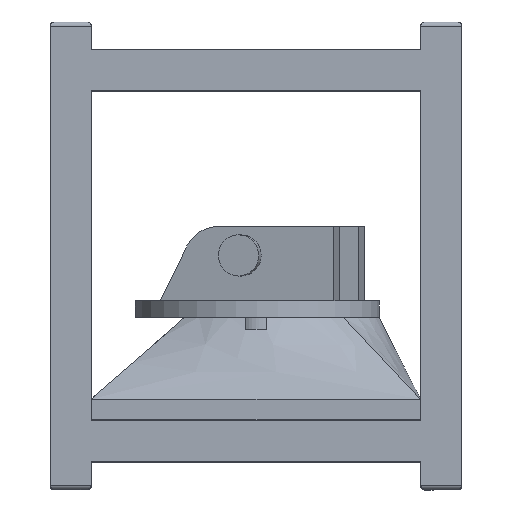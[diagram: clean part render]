
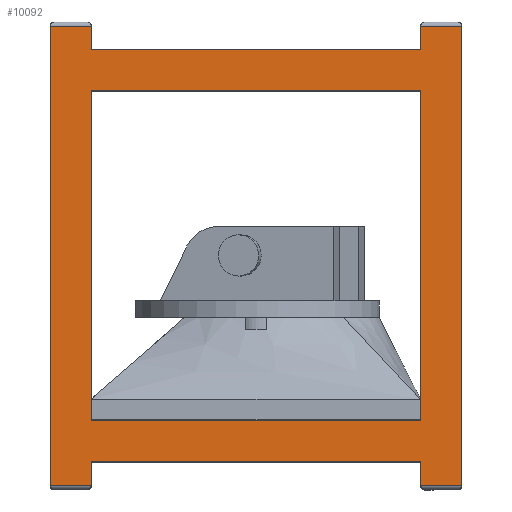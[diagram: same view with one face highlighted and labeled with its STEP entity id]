
A CAD part, top view. The second image highlights one B-rep face of the part: STEP entity #10092.
In plain terms, the highlighted face is planar.
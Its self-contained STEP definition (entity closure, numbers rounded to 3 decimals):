
#83=FACE_BOUND('',#1568,.T.);
#1005=FACE_OUTER_BOUND('',#1567,.T.);
#1567=EDGE_LOOP('',(#8171,#8172,#8173,#8174,#8175,#8176,#8177,#8178,#8179,
#8180,#8181,#8182));
#1568=EDGE_LOOP('',(#8183,#8184,#8185,#8186));
#2320=LINE('',#16497,#3414);
#2340=LINE('',#16538,#3434);
#2423=LINE('',#16703,#3517);
#2426=LINE('',#16712,#3520);
#2433=LINE('',#16731,#3527);
#2436=LINE('',#16737,#3530);
#2437=LINE('',#16739,#3531);
#2438=LINE('',#16741,#3532);
#2439=LINE('',#16743,#3533);
#2440=LINE('',#16745,#3534);
#2441=LINE('',#16746,#3535);
#2442=LINE('',#16748,#3536);
#2443=LINE('',#16750,#3537);
#2444=LINE('',#16751,#3538);
#2445=LINE('',#16753,#3539);
#2446=LINE('',#16754,#3540);
#3414=VECTOR('',#12730,10.);
#3434=VECTOR('',#12752,10.);
#3517=VECTOR('',#12895,10.);
#3520=VECTOR('',#12902,10.);
#3527=VECTOR('',#12923,10.);
#3530=VECTOR('',#12928,10.);
#3531=VECTOR('',#12929,10.);
#3532=VECTOR('',#12930,10.);
#3533=VECTOR('',#12931,10.);
#3534=VECTOR('',#12932,10.);
#3535=VECTOR('',#12933,10.);
#3536=VECTOR('',#12934,10.);
#3537=VECTOR('',#12935,10.);
#3538=VECTOR('',#12936,10.);
#3539=VECTOR('',#12937,10.);
#3540=VECTOR('',#12938,10.);
#4500=VERTEX_POINT('',#16494);
#4501=VERTEX_POINT('',#16496);
#4519=VERTEX_POINT('',#16534);
#4521=VERTEX_POINT('',#16537);
#4573=VERTEX_POINT('',#16702);
#4576=VERTEX_POINT('',#16709);
#4577=VERTEX_POINT('',#16711);
#4582=VERTEX_POINT('',#16730);
#4584=VERTEX_POINT('',#16736);
#4585=VERTEX_POINT('',#16738);
#4586=VERTEX_POINT('',#16740);
#4587=VERTEX_POINT('',#16742);
#4588=VERTEX_POINT('',#16744);
#4589=VERTEX_POINT('',#16747);
#4590=VERTEX_POINT('',#16749);
#4591=VERTEX_POINT('',#16752);
#5722=EDGE_CURVE('',#4501,#4500,#2320,.T.);
#5742=EDGE_CURVE('',#4521,#4519,#2340,.T.);
#5825=EDGE_CURVE('',#4573,#4501,#2423,.T.);
#5829=EDGE_CURVE('',#4576,#4577,#2426,.T.);
#5839=EDGE_CURVE('',#4582,#4577,#2433,.T.);
#5842=EDGE_CURVE('',#4576,#4584,#2436,.T.);
#5843=EDGE_CURVE('',#4585,#4584,#2437,.T.);
#5844=EDGE_CURVE('',#4586,#4585,#2438,.T.);
#5845=EDGE_CURVE('',#4587,#4586,#2439,.T.);
#5846=EDGE_CURVE('',#4587,#4588,#2440,.T.);
#5847=EDGE_CURVE('',#4521,#4588,#2441,.T.);
#5848=EDGE_CURVE('',#4589,#4519,#2442,.T.);
#5849=EDGE_CURVE('',#4590,#4589,#2443,.T.);
#5850=EDGE_CURVE('',#4590,#4582,#2444,.T.);
#5851=EDGE_CURVE('',#4591,#4573,#2445,.T.);
#5852=EDGE_CURVE('',#4500,#4591,#2446,.T.);
#8171=ORIENTED_EDGE('',*,*,#5829,.F.);
#8172=ORIENTED_EDGE('',*,*,#5842,.T.);
#8173=ORIENTED_EDGE('',*,*,#5843,.F.);
#8174=ORIENTED_EDGE('',*,*,#5844,.F.);
#8175=ORIENTED_EDGE('',*,*,#5845,.F.);
#8176=ORIENTED_EDGE('',*,*,#5846,.T.);
#8177=ORIENTED_EDGE('',*,*,#5847,.F.);
#8178=ORIENTED_EDGE('',*,*,#5742,.T.);
#8179=ORIENTED_EDGE('',*,*,#5848,.F.);
#8180=ORIENTED_EDGE('',*,*,#5849,.F.);
#8181=ORIENTED_EDGE('',*,*,#5850,.T.);
#8182=ORIENTED_EDGE('',*,*,#5839,.T.);
#8183=ORIENTED_EDGE('',*,*,#5851,.T.);
#8184=ORIENTED_EDGE('',*,*,#5825,.T.);
#8185=ORIENTED_EDGE('',*,*,#5722,.T.);
#8186=ORIENTED_EDGE('',*,*,#5852,.T.);
#9626=PLANE('',#10910);
#10092=ADVANCED_FACE('',(#1005,#83),#9626,.T.);
#10910=AXIS2_PLACEMENT_3D('',#16735,#12926,#12927);
#12730=DIRECTION('',(0.,0.,1.));
#12752=DIRECTION('',(0.,-1.,0.));
#12895=DIRECTION('',(0.,-1.,0.));
#12902=DIRECTION('',(0.,0.,1.));
#12923=DIRECTION('',(0.,-1.,0.));
#12926=DIRECTION('center_axis',(1.,0.,0.));
#12927=DIRECTION('ref_axis',(0.,0.,-1.));
#12928=DIRECTION('',(0.,1.,0.));
#12929=DIRECTION('',(0.,0.,-1.));
#12930=DIRECTION('',(0.,1.,0.));
#12931=DIRECTION('',(0.,0.,-1.));
#12932=DIRECTION('',(0.,1.,0.));
#12933=DIRECTION('',(0.,0.,-1.));
#12934=DIRECTION('',(0.,0.,1.));
#12935=DIRECTION('',(0.,-1.,0.));
#12936=DIRECTION('',(0.,0.,-1.));
#12937=DIRECTION('',(0.,0.,-1.));
#12938=DIRECTION('',(0.,1.,0.));
#16494=CARTESIAN_POINT('',(50.,10.,40.));
#16496=CARTESIAN_POINT('',(50.,10.,-40.));
#16497=CARTESIAN_POINT('',(50.,10.,5.));
#16534=CARTESIAN_POINT('',(50.,-5.75,50.));
#16537=CARTESIAN_POINT('',(50.,105.75,50.));
#16538=CARTESIAN_POINT('',(50.,0.,50.));
#16702=CARTESIAN_POINT('',(50.,90.,-40.));
#16703=CARTESIAN_POINT('',(50.,45.,-40.));
#16709=CARTESIAN_POINT('',(50.,-5.75,-50.));
#16711=CARTESIAN_POINT('',(50.,-5.75,-40.));
#16712=CARTESIAN_POINT('',(50.,-5.75,2.5));
#16730=CARTESIAN_POINT('',(50.,0.,-40.));
#16731=CARTESIAN_POINT('',(50.,0.,-40.));
#16735=CARTESIAN_POINT('Origin',(50.,0.,50.));
#16736=CARTESIAN_POINT('',(50.,105.75,-50.));
#16737=CARTESIAN_POINT('',(50.,0.,-50.));
#16738=CARTESIAN_POINT('',(50.,105.75,-40.));
#16739=CARTESIAN_POINT('',(50.,105.75,2.5));
#16740=CARTESIAN_POINT('',(50.,100.,-40.));
#16741=CARTESIAN_POINT('',(50.,100.,-40.));
#16742=CARTESIAN_POINT('',(50.,100.,40.));
#16743=CARTESIAN_POINT('',(50.,100.,50.));
#16744=CARTESIAN_POINT('',(50.,105.75,40.));
#16745=CARTESIAN_POINT('',(50.,100.,40.));
#16746=CARTESIAN_POINT('',(50.,105.75,47.5));
#16747=CARTESIAN_POINT('',(50.,-5.75,40.));
#16748=CARTESIAN_POINT('',(50.,-5.75,47.5));
#16749=CARTESIAN_POINT('',(50.,0.,40.));
#16750=CARTESIAN_POINT('',(50.,0.,40.));
#16751=CARTESIAN_POINT('',(50.,0.,50.));
#16752=CARTESIAN_POINT('',(50.,90.,40.));
#16753=CARTESIAN_POINT('',(50.,90.,45.));
#16754=CARTESIAN_POINT('',(50.,5.,40.));
